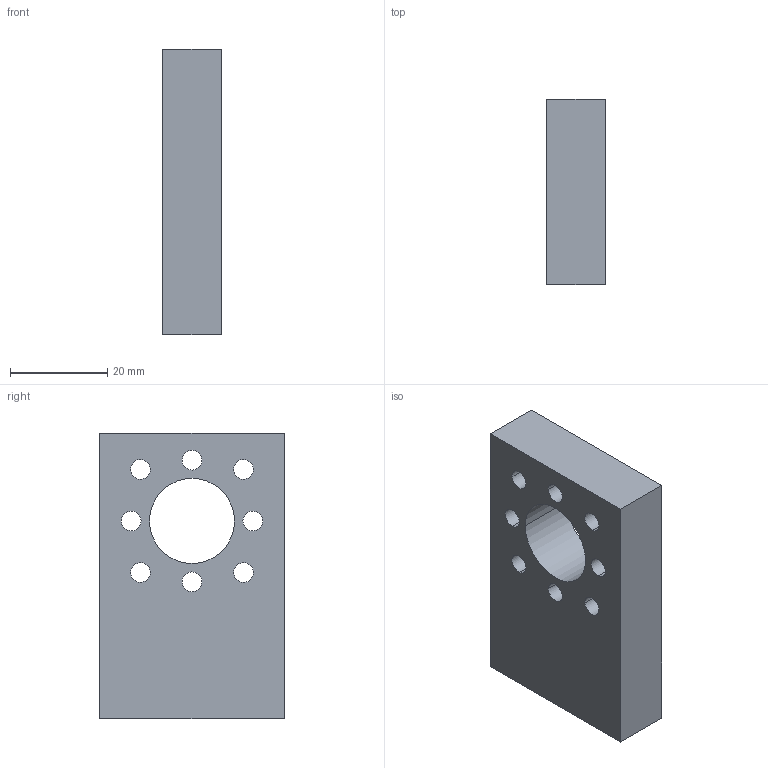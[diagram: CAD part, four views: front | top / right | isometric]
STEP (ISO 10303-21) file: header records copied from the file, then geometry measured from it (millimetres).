
FILE_DESCRIPTION(('CATIA V5 STEP Exchange'),'2;1');
FILE_NAME('alu_nac_motor_surf.stp','2022-08-07T02:34:09+00:00',('none'),('none'),'CATIA Version 5 Release 20 GA (IN-10)','CATIA V5 STEP AP203','none');
FILE_SCHEMA(('CONFIG_CONTROL_DESIGN'));
Length unit declared in the file: millimetre
Products named in the file (1): alu_nac_motor_surf
Bounding box: 12 x 38 x 58.64 mm (x, y, z)
Volume: 21994 mm3; surface area: 8464.1 mm2
Topology: 1 solids, 1 shells, 30 faces, 78 edges, 52 vertices
Faces by surface type: cylinder 22, plane 8
Entity records: 920 total; most frequent: ORIENTED_EDGE 156, CARTESIAN_POINT 149, DIRECTION 114, EDGE_CURVE 78, AXIS2_PLACEMENT_3D 63, VERTEX_POINT 52, EDGE_LOOP 50, CIRCLE 44
